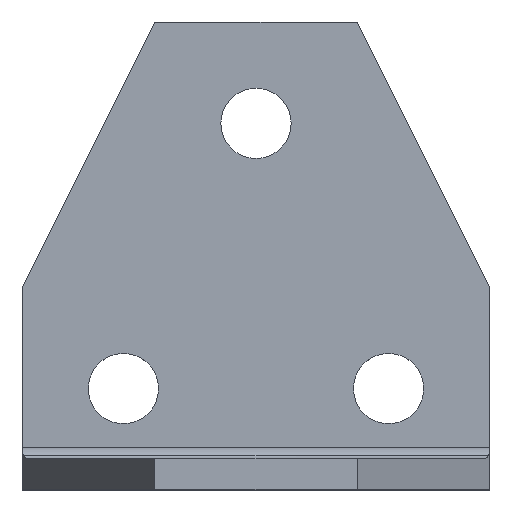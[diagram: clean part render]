
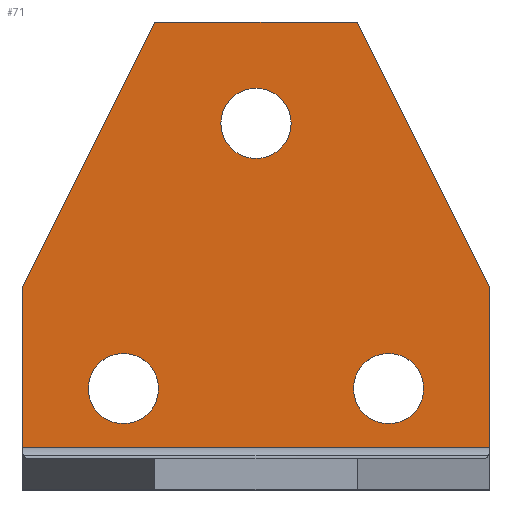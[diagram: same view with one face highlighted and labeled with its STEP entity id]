
A CAD part, top view. The second image highlights one B-rep face of the part: STEP entity #71.
In plain terms, the highlighted planar face has unit normal (0, 0, 1).
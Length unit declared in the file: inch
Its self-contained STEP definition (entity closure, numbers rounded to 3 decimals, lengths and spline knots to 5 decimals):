
#71=ADVANCED_FACE('',(#163,#164,#165,#166),#167,.T.);
#163=FACE_OUTER_BOUND('',#295,.T.);
#164=FACE_BOUND('',#296,.T.);
#165=FACE_BOUND('',#297,.T.);
#166=FACE_BOUND('',#298,.T.);
#167=PLANE('',#299);
#295=EDGE_LOOP('',(#537,#538,#539,#540,#541,#542,#543,#544,#545,#546));
#296=EDGE_LOOP('',(#547,#548,#549,#550));
#297=EDGE_LOOP('',(#551,#552,#553,#554));
#298=EDGE_LOOP('',(#555,#556,#557,#558));
#299=AXIS2_PLACEMENT_3D('',#559,#560,#561);
#537=ORIENTED_EDGE('',*,*,#773,.T.);
#538=ORIENTED_EDGE('',*,*,#806,.F.);
#539=ORIENTED_EDGE('',*,*,#807,.F.);
#540=ORIENTED_EDGE('',*,*,#808,.F.);
#541=ORIENTED_EDGE('',*,*,#791,.F.);
#542=ORIENTED_EDGE('',*,*,#809,.F.);
#543=ORIENTED_EDGE('',*,*,#810,.F.);
#544=ORIENTED_EDGE('',*,*,#811,.F.);
#545=ORIENTED_EDGE('',*,*,#789,.T.);
#546=ORIENTED_EDGE('',*,*,#812,.F.);
#547=ORIENTED_EDGE('',*,*,#813,.F.);
#548=ORIENTED_EDGE('',*,*,#814,.F.);
#549=ORIENTED_EDGE('',*,*,#815,.F.);
#550=ORIENTED_EDGE('',*,*,#816,.F.);
#551=ORIENTED_EDGE('',*,*,#817,.F.);
#552=ORIENTED_EDGE('',*,*,#818,.F.);
#553=ORIENTED_EDGE('',*,*,#819,.F.);
#554=ORIENTED_EDGE('',*,*,#796,.F.);
#555=ORIENTED_EDGE('',*,*,#820,.F.);
#556=ORIENTED_EDGE('',*,*,#821,.F.);
#557=ORIENTED_EDGE('',*,*,#822,.F.);
#558=ORIENTED_EDGE('',*,*,#823,.F.);
#559=CARTESIAN_POINT('',(0.93748,0.80382,0.0));
#560=DIRECTION('',(0.0,0.0,1.0));
#561=DIRECTION('',(1.0,0.0,0.0));
#773=EDGE_CURVE('',#908,#909,#910,.T.);
#789=EDGE_CURVE('',#926,#938,#940,.T.);
#791=EDGE_CURVE('',#942,#943,#944,.T.);
#796=EDGE_CURVE('',#951,#952,#953,.T.);
#806=EDGE_CURVE('',#969,#909,#970,.T.);
#807=EDGE_CURVE('',#971,#969,#972,.T.);
#808=EDGE_CURVE('',#943,#971,#973,.T.);
#809=EDGE_CURVE('',#974,#942,#975,.T.);
#810=EDGE_CURVE('',#976,#974,#977,.T.);
#811=EDGE_CURVE('',#926,#976,#978,.T.);
#812=EDGE_CURVE('',#908,#938,#979,.T.);
#813=EDGE_CURVE('',#980,#981,#982,.T.);
#814=EDGE_CURVE('',#983,#980,#984,.T.);
#815=EDGE_CURVE('',#985,#983,#986,.T.);
#816=EDGE_CURVE('',#981,#985,#987,.T.);
#817=EDGE_CURVE('',#988,#951,#989,.T.);
#818=EDGE_CURVE('',#990,#988,#991,.T.);
#819=EDGE_CURVE('',#952,#990,#992,.T.);
#820=EDGE_CURVE('',#993,#994,#995,.T.);
#821=EDGE_CURVE('',#996,#993,#997,.T.);
#822=EDGE_CURVE('',#998,#996,#999,.T.);
#823=EDGE_CURVE('',#994,#998,#1000,.T.);
#908=VERTEX_POINT('',#1111);
#909=VERTEX_POINT('',#1112);
#910=LINE('',#1113,#1114);
#926=VERTEX_POINT('',#1135);
#938=VERTEX_POINT('',#1152);
#940=LINE('',#1154,#1155);
#942=VERTEX_POINT('',#1157);
#943=VERTEX_POINT('',#1158);
#944=LINE('',#1159,#1160);
#951=VERTEX_POINT('',#1170);
#952=VERTEX_POINT('',#1171);
#953=B_SPLINE_CURVE_WITH_KNOTS('',3,(#1172,#1173,#1174,#1175),.UNSPECIFIED.,.F.,.F.,(4,4),(0.0,1.0),.UNSPECIFIED.);
#969=VERTEX_POINT('',#1198);
#970=LINE('',#1199,#1200);
#971=VERTEX_POINT('',#1201);
#972=LINE('',#1202,#1203);
#973=LINE('',#1204,#1205);
#974=VERTEX_POINT('',#1206);
#975=LINE('',#1207,#1208);
#976=VERTEX_POINT('',#1209);
#977=LINE('',#1210,#1211);
#978=LINE('',#1212,#1213);
#979=LINE('',#1214,#1215);
#980=VERTEX_POINT('',#1216);
#981=VERTEX_POINT('',#1217);
#982=B_SPLINE_CURVE_WITH_KNOTS('',3,(#1218,#1219,#1220,#1221),.UNSPECIFIED.,.F.,.F.,(4,4),(0.0,1.0),.UNSPECIFIED.);
#983=VERTEX_POINT('',#1222);
#984=B_SPLINE_CURVE_WITH_KNOTS('',3,(#1223,#1224,#1225,#1226),.UNSPECIFIED.,.F.,.F.,(4,4),(0.0,1.0),.UNSPECIFIED.);
#985=VERTEX_POINT('',#1227);
#986=B_SPLINE_CURVE_WITH_KNOTS('',3,(#1228,#1229,#1230,#1231),.UNSPECIFIED.,.F.,.F.,(4,4),(0.0,1.0),.UNSPECIFIED.);
#987=B_SPLINE_CURVE_WITH_KNOTS('',3,(#1232,#1233,#1234,#1235),.UNSPECIFIED.,.F.,.F.,(4,4),(0.0,1.0),.UNSPECIFIED.);
#988=VERTEX_POINT('',#1236);
#989=B_SPLINE_CURVE_WITH_KNOTS('',3,(#1237,#1238,#1239,#1240),.UNSPECIFIED.,.F.,.F.,(4,4),(0.0,1.0),.UNSPECIFIED.);
#990=VERTEX_POINT('',#1241);
#991=B_SPLINE_CURVE_WITH_KNOTS('',3,(#1242,#1243,#1244,#1245),.UNSPECIFIED.,.F.,.F.,(4,4),(0.0,1.0),.UNSPECIFIED.);
#992=B_SPLINE_CURVE_WITH_KNOTS('',3,(#1246,#1247,#1248,#1249),.UNSPECIFIED.,.F.,.F.,(4,4),(0.0,1.0),.UNSPECIFIED.);
#993=VERTEX_POINT('',#1250);
#994=VERTEX_POINT('',#1251);
#995=B_SPLINE_CURVE_WITH_KNOTS('',3,(#1252,#1253,#1254,#1255),.UNSPECIFIED.,.F.,.F.,(4,4),(0.0,1.0),.UNSPECIFIED.);
#996=VERTEX_POINT('',#1256);
#997=B_SPLINE_CURVE_WITH_KNOTS('',3,(#1257,#1258,#1259,#1260),.UNSPECIFIED.,.F.,.F.,(4,4),(0.0,1.0),.UNSPECIFIED.);
#998=VERTEX_POINT('',#1261);
#999=B_SPLINE_CURVE_WITH_KNOTS('',3,(#1262,#1263,#1264,#1265),.UNSPECIFIED.,.F.,.F.,(4,4),(0.0,1.0),.UNSPECIFIED.);
#1000=B_SPLINE_CURVE_WITH_KNOTS('',3,(#1266,#1267,#1268,#1269),.UNSPECIFIED.,.F.,.F.,(4,4),(0.0,1.0),.UNSPECIFIED.);
#1111=CARTESIAN_POINT('',(1.87499,0.16999,0.0));
#1112=CARTESIAN_POINT('',(1.87499,0.0,0.0));
#1113=CARTESIAN_POINT('',(1.87499,0.4644,0.0));
#1114=VECTOR('',#1442,1.0);
#1135=CARTESIAN_POINT('',(0.0,0.0,0.0));
#1152=CARTESIAN_POINT('',(0.,0.16999,0.0));
#1154=CARTESIAN_POINT('',(0.,0.4644,0.0));
#1155=VECTOR('',#1465,1.0);
#1157=CARTESIAN_POINT('',(0.53118,1.87503,0.0));
#1158=CARTESIAN_POINT('',(1.34368,1.87503,0.0));
#1159=CARTESIAN_POINT('',(0.53118,1.87503,0.0));
#1160=VECTOR('',#1466,1.0);
#1170=CARTESIAN_POINT('',(0.40618,0.54688,0.0));
#1171=CARTESIAN_POINT('',(0.26555,0.40624,0.0));
#1172=CARTESIAN_POINT('',(0.40618,0.54688,0.0));
#1173=CARTESIAN_POINT('',(0.32852,0.54688,0.0));
#1174=CARTESIAN_POINT('',(0.26555,0.4839,0.0));
#1175=CARTESIAN_POINT('',(0.26555,0.40624,0.0));
#1198=CARTESIAN_POINT('',(1.87499,0.0,0.0));
#1199=CARTESIAN_POINT('',(1.87499,0.0,0.0));
#1200=VECTOR('',#1480,1.0);
#1201=CARTESIAN_POINT('',(1.87499,0.81249,0.0));
#1202=CARTESIAN_POINT('',(1.87499,0.81249,0.0));
#1203=VECTOR('',#1481,1.0);
#1204=CARTESIAN_POINT('',(1.34368,1.87503,0.0));
#1205=VECTOR('',#1482,1.0);
#1206=CARTESIAN_POINT('',(-0.00001,0.81249,0.0));
#1207=CARTESIAN_POINT('',(-0.00001,0.81249,0.0));
#1208=VECTOR('',#1483,1.0);
#1209=CARTESIAN_POINT('',(-0.00001,0.0,0.0));
#1210=CARTESIAN_POINT('',(-0.00001,0.0,0.0));
#1211=VECTOR('',#1484,1.0);
#1212=CARTESIAN_POINT('',(1.87499,0.0,0.0));
#1213=VECTOR('',#1485,1.0);
#1214=CARTESIAN_POINT('',(0.93749,0.16999,0.0));
#1215=VECTOR('',#1486,1.0);
#1216=CARTESIAN_POINT('',(1.60931,0.40624,0.0));
#1217=CARTESIAN_POINT('',(1.46869,0.54688,0.0));
#1218=CARTESIAN_POINT('',(1.60931,0.40624,0.0));
#1219=CARTESIAN_POINT('',(1.60931,0.4839,0.0));
#1220=CARTESIAN_POINT('',(1.54634,0.54688,0.0));
#1221=CARTESIAN_POINT('',(1.46869,0.54688,0.0));
#1222=CARTESIAN_POINT('',(1.46869,0.2656,0.0));
#1223=CARTESIAN_POINT('',(1.46869,0.2656,0.0));
#1224=CARTESIAN_POINT('',(1.54634,0.2656,0.0));
#1225=CARTESIAN_POINT('',(1.60931,0.32857,0.0));
#1226=CARTESIAN_POINT('',(1.60931,0.40624,0.0));
#1227=CARTESIAN_POINT('',(1.32805,0.40624,0.0));
#1228=CARTESIAN_POINT('',(1.32805,0.40624,0.0));
#1229=CARTESIAN_POINT('',(1.32805,0.32857,0.0));
#1230=CARTESIAN_POINT('',(1.39103,0.2656,0.0));
#1231=CARTESIAN_POINT('',(1.46869,0.2656,0.0));
#1232=CARTESIAN_POINT('',(1.46869,0.54688,0.0));
#1233=CARTESIAN_POINT('',(1.39103,0.54688,0.0));
#1234=CARTESIAN_POINT('',(1.32805,0.4839,0.0));
#1235=CARTESIAN_POINT('',(1.32805,0.40624,0.0));
#1236=CARTESIAN_POINT('',(0.5468,0.40624,0.0));
#1237=CARTESIAN_POINT('',(0.5468,0.40624,0.0));
#1238=CARTESIAN_POINT('',(0.5468,0.4839,0.0));
#1239=CARTESIAN_POINT('',(0.48384,0.54688,0.0));
#1240=CARTESIAN_POINT('',(0.40618,0.54688,0.0));
#1241=CARTESIAN_POINT('',(0.40618,0.2656,0.0));
#1242=CARTESIAN_POINT('',(0.40618,0.2656,0.0));
#1243=CARTESIAN_POINT('',(0.48384,0.2656,0.0));
#1244=CARTESIAN_POINT('',(0.5468,0.32857,0.0));
#1245=CARTESIAN_POINT('',(0.5468,0.40624,0.0));
#1246=CARTESIAN_POINT('',(0.26555,0.40624,0.0));
#1247=CARTESIAN_POINT('',(0.26555,0.32857,0.0));
#1248=CARTESIAN_POINT('',(0.32852,0.2656,0.0));
#1249=CARTESIAN_POINT('',(0.40618,0.2656,0.0));
#1250=CARTESIAN_POINT('',(1.07805,1.46874,0.0));
#1251=CARTESIAN_POINT('',(0.93743,1.60936,0.0));
#1252=CARTESIAN_POINT('',(1.07805,1.46874,0.0));
#1253=CARTESIAN_POINT('',(1.07805,1.5464,0.0));
#1254=CARTESIAN_POINT('',(1.01509,1.60936,0.0));
#1255=CARTESIAN_POINT('',(0.93743,1.60936,0.0));
#1256=CARTESIAN_POINT('',(0.93743,1.32812,0.0));
#1257=CARTESIAN_POINT('',(0.93743,1.32812,0.0));
#1258=CARTESIAN_POINT('',(1.01509,1.32812,0.0));
#1259=CARTESIAN_POINT('',(1.07805,1.39107,0.0));
#1260=CARTESIAN_POINT('',(1.07805,1.46874,0.0));
#1261=CARTESIAN_POINT('',(0.79681,1.46874,0.0));
#1262=CARTESIAN_POINT('',(0.79681,1.46874,0.0));
#1263=CARTESIAN_POINT('',(0.79681,1.39107,0.0));
#1264=CARTESIAN_POINT('',(0.85976,1.32812,0.0));
#1265=CARTESIAN_POINT('',(0.93743,1.32812,0.0));
#1266=CARTESIAN_POINT('',(0.93743,1.60936,0.0));
#1267=CARTESIAN_POINT('',(0.85976,1.60936,0.0));
#1268=CARTESIAN_POINT('',(0.79681,1.5464,0.0));
#1269=CARTESIAN_POINT('',(0.79681,1.46874,0.0));
#1442=DIRECTION('',(0.0,-1.0,0.0));
#1465=DIRECTION('',(0.0,1.0,0.0));
#1466=DIRECTION('',(1.0,0.0,0.0));
#1480=DIRECTION('',(-1.0,0.0,0.0));
#1481=DIRECTION('',(0.0,-1.0,0.0));
#1482=DIRECTION('',(0.447,-0.894,0.0));
#1483=DIRECTION('',(0.447,0.894,0.0));
#1484=DIRECTION('',(0.0,1.0,0.0));
#1485=DIRECTION('',(-1.0,0.0,0.0));
#1486=DIRECTION('',(-1.0,0.,0.0));
